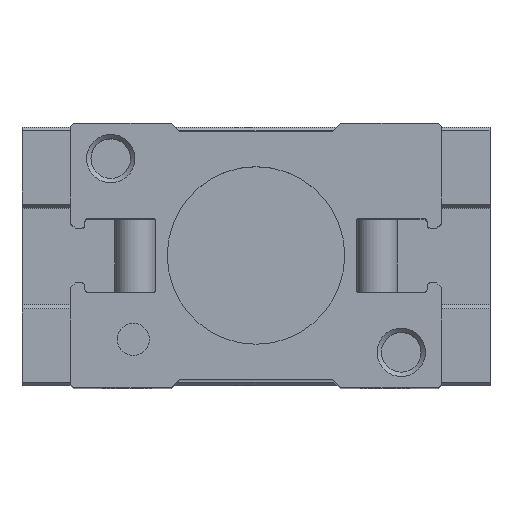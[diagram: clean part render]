
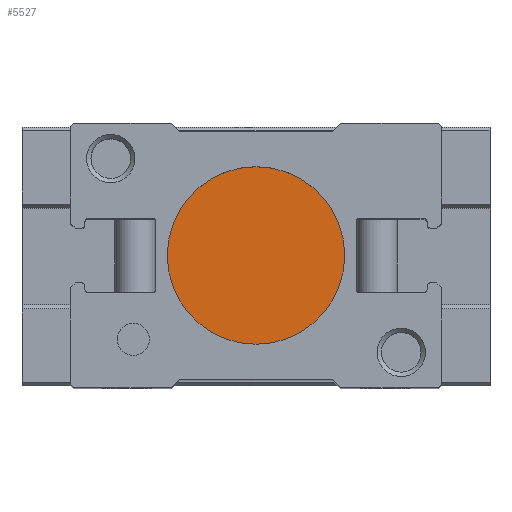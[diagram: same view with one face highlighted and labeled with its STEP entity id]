
A CAD part, top view. The second image highlights one B-rep face of the part: STEP entity #5527.
In plain terms, the highlighted face is planar.
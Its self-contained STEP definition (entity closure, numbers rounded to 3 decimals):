
#245=CIRCLE('',#5943,5.5);
#845=ORIENTED_EDGE('',*,*,#2233,.F.);
#2233=EDGE_CURVE('',#2965,#2965,#245,.T.);
#2965=VERTEX_POINT('',#8538);
#4557=EDGE_LOOP('',(#845));
#4977=FACE_BOUND('',#4557,.T.);
#5311=PLANE('',#5944);
#5527=ADVANCED_FACE('',(#4977),#5311,.F.);
#5943=AXIS2_PLACEMENT_3D('',#8537,#6833,#6834);
#5944=AXIS2_PLACEMENT_3D('',#8539,#6835,#6836);
#6833=DIRECTION('',(0.,0.,1.));
#6834=DIRECTION('',(1.,0.,0.));
#6835=DIRECTION('',(0.,0.,1.));
#6836=DIRECTION('',(1.,0.,0.));
#8537=CARTESIAN_POINT('',(0.,0.,-35.6));
#8538=CARTESIAN_POINT('',(5.5,0.,-35.6));
#8539=CARTESIAN_POINT('',(0.,0.,-35.6));
